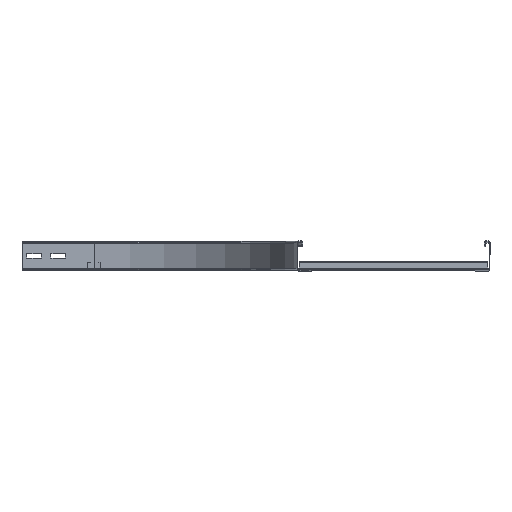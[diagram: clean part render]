
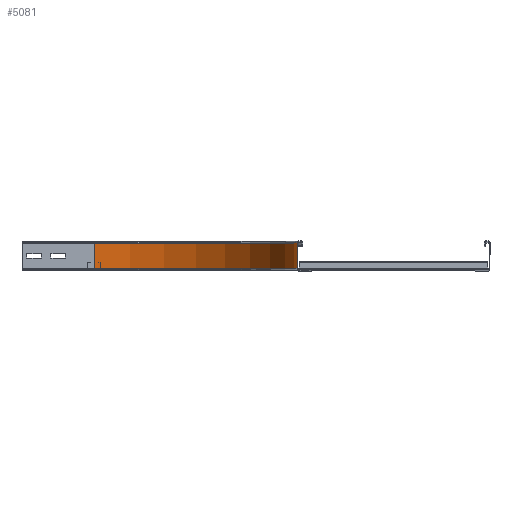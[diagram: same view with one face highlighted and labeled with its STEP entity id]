
A CAD part, top view. The second image highlights one B-rep face of the part: STEP entity #5081.
In plain terms, the highlighted cylindrical face has radius 420 mm (diameter 840 mm), a partial arc.
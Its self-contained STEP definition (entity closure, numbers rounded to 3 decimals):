
#164=CIRCLE('',#5508,420.);
#166=CIRCLE('',#5511,420.);
#264=CYLINDRICAL_SURFACE('',#5510,420.);
#346=FACE_OUTER_BOUND('',#654,.T.);
#654=EDGE_LOOP('',(#3524,#3525,#3526,#3527));
#1030=LINE('',#7473,#1640);
#1060=LINE('',#7552,#1670);
#1640=VECTOR('',#6000,10.);
#1670=VECTOR('',#6080,10.);
#2236=VERTEX_POINT('',#7466);
#2238=VERTEX_POINT('',#7472);
#2261=VERTEX_POINT('',#7546);
#2262=VERTEX_POINT('',#7550);
#2690=EDGE_CURVE('',#2236,#2238,#1030,.T.);
#2727=EDGE_CURVE('',#2261,#2236,#164,.T.);
#2729=EDGE_CURVE('',#2262,#2238,#166,.T.);
#2730=EDGE_CURVE('',#2261,#2262,#1060,.T.);
#3524=ORIENTED_EDGE('',*,*,#2690,.T.);
#3525=ORIENTED_EDGE('',*,*,#2729,.F.);
#3526=ORIENTED_EDGE('',*,*,#2730,.F.);
#3527=ORIENTED_EDGE('',*,*,#2727,.T.);
#5081=ADVANCED_FACE('',(#346),#264,.F.);
#5508=AXIS2_PLACEMENT_3D('',#7547,#6072,#6073);
#5510=AXIS2_PLACEMENT_3D('',#7549,#6076,#6077);
#5511=AXIS2_PLACEMENT_3D('',#7551,#6078,#6079);
#6000=DIRECTION('',(0.,1.,0.));
#6072=DIRECTION('center_axis',(0.,-1.,0.));
#6073=DIRECTION('ref_axis',(-1.,0.,0.));
#6076=DIRECTION('center_axis',(0.,-1.,0.));
#6077=DIRECTION('ref_axis',(-1.,0.,0.));
#6078=DIRECTION('center_axis',(0.,-1.,0.));
#6079=DIRECTION('ref_axis',(-1.,0.,0.));
#6080=DIRECTION('',(0.,1.,0.));
#7466=CARTESIAN_POINT('',(451.,4.,-420.));
#7472=CARTESIAN_POINT('',(451.,56.,-420.));
#7473=CARTESIAN_POINT('',(451.,56.,-420.));
#7546=CARTESIAN_POINT('',(31.,4.,0.));
#7547=CARTESIAN_POINT('Origin',(451.,4.,0.));
#7549=CARTESIAN_POINT('Origin',(451.,25.911,0.));
#7550=CARTESIAN_POINT('',(31.,56.,0.));
#7551=CARTESIAN_POINT('Origin',(451.,56.,0.));
#7552=CARTESIAN_POINT('',(31.,-27.524,0.));
